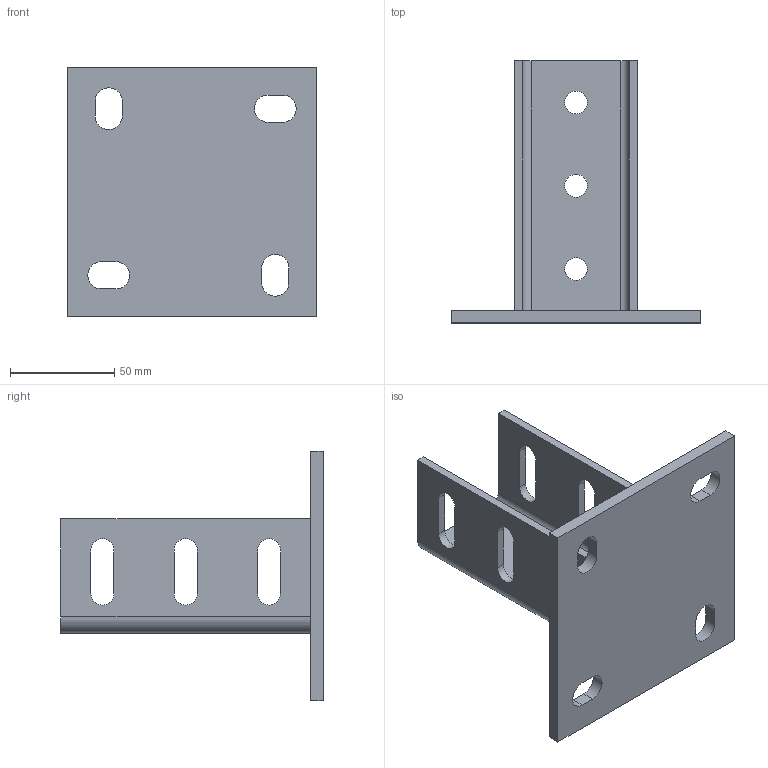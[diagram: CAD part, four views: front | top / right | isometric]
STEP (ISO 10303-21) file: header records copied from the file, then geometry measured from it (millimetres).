
FILE_DESCRIPTION(/* description */ (''),/* implementation_level */ '2;1');
FILE_NAME(/* name */ 'OPTU.stp',/* time_stamp */ '2023-05-15T10:17:03+03:00',/* author */ ('man37'),/* organization */ (''),/* preprocessor_version */ 'ST-DEVELOPER v19.2',/* originating_system */ 'Autodesk Inventor 2023',/* authorisation */ '');
FILE_SCHEMA (('AUTOMOTIVE_DESIGN { 1 0 10303 214 3 1 1 }'));
Length unit declared in the file: millimetre
Products named in the file (3): Основание потолочной 
стойки для профиля 
50/50 мм, OPTU; Основание 50х5
0; 261050 Пятка квадратная 
120х120х6.0 мм
Assembly tree (2 placements, depth 2):
  Основание потолочной 
стойки для профиля 
50/50 мм, OPTU
    Основание 50х5
0
    261050 Пятка квадратная 
120х120х6.0 мм
Bounding box: 120 x 126 x 120 mm (x, y, z)
Volume: 146873 mm3; surface area: 68586.5 mm2
Topology: 2 solids, 2 shells, 71 faces, 185 edges, 118 vertices
Faces by surface type: plane 44, cylinder 27
Full cylindrical faces by diameter (mm): 11 x3
Entity records: 2374 total; most frequent: DIRECTION 393, CARTESIAN_POINT 380, ORIENTED_EDGE 370, EDGE_CURVE 185, LINE 131, VECTOR 131, AXIS2_PLACEMENT_3D 131, VERTEX_POINT 118
